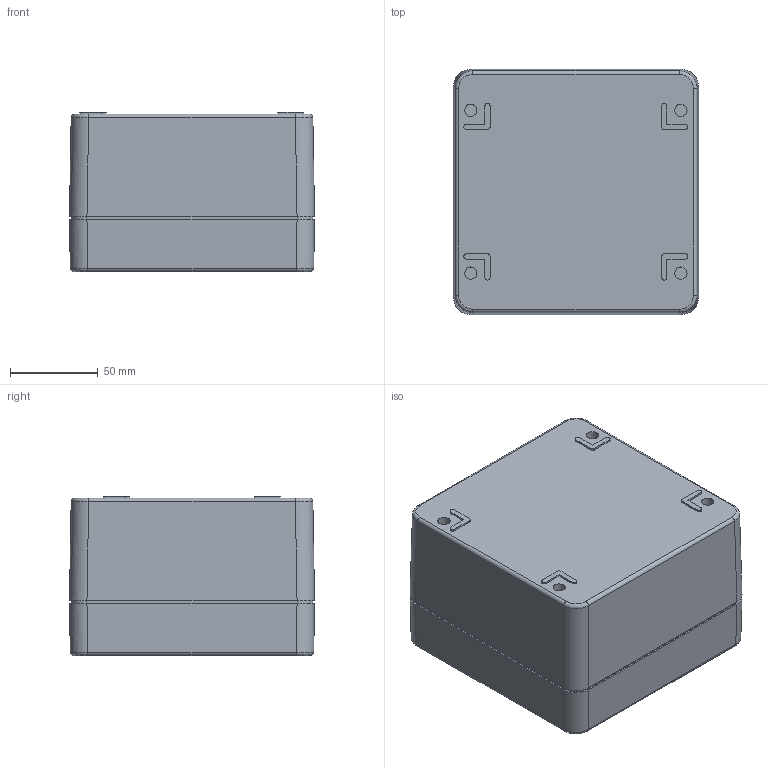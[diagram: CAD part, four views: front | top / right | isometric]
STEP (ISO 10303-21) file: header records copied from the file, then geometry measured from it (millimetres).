
FILE_DESCRIPTION((''),'2;1');
FILE_NAME('01121000_A 121.stp','2010-02-04T11:21:32',('kotzmaier'),(''),'Autodesk Inventor 2010','Autodesk Inventor 2010','');
FILE_SCHEMA(('CONFIG_CONTROL_DESIGN'));
Length unit declared in the file: millimetre
Products named in the file (4): A 121_io; A121_OT_3Dsym; A121_UT_3Dsym; DIN 84 - ersetzt durch DIN EN ISO 1207 M6 x 30
Assembly tree (6 placements, depth 2):
  A 121_io
    A121_OT_3Dsym
    A121_UT_3Dsym
    DIN 84 - ersetzt durch DIN EN ISO 1207 M6 x 30  x4
Bounding box: 140 x 140 x 91 mm (x, y, z)
Volume: 498925.8 mm3; surface area: 184546.6 mm2
Topology: 6 solids, 6 shells, 417 faces, 961 edges, 584 vertices
Faces by surface type: plane 157, cylinder 132, bspline 73, cone 47, torus 8
Full cylindrical faces by diameter (mm): 4.9 x4, 5.459 x4, 6 x4, 6.5 x6, 7 x4, 10.5 x4
Entity records: 14478 total; most frequent: CARTESIAN_POINT 6158, DIRECTION 1699, ORIENTED_EDGE 1614, EDGE_CURVE 807, AXIS2_PLACEMENT_3D 650, VERTEX_POINT 526, EDGE_LOOP 479, VECTOR 399
